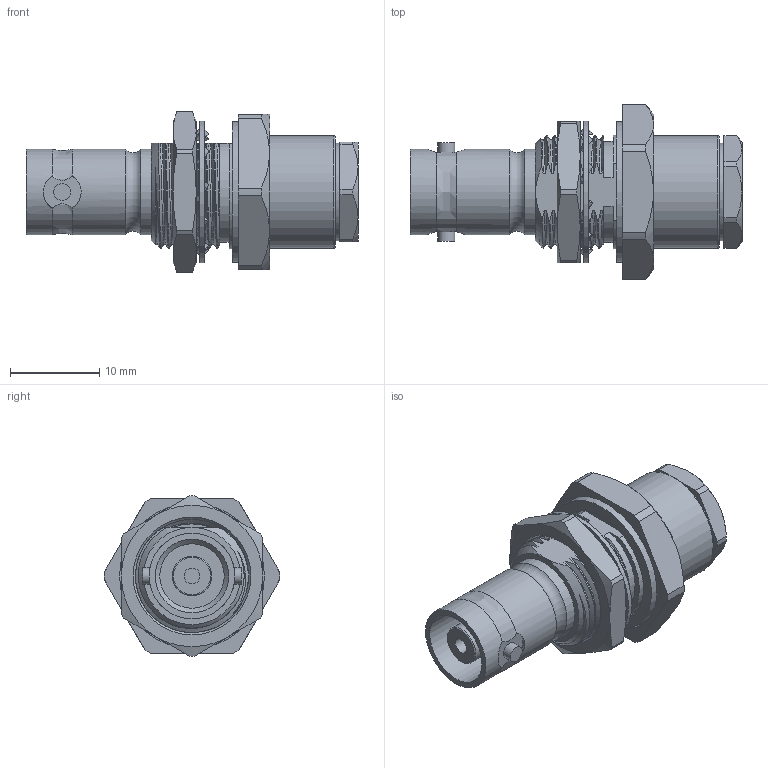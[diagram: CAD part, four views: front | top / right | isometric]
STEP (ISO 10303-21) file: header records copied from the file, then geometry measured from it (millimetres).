
FILE_DESCRIPTION (( 'STEP AP203' ), '1' );
FILE_NAME ('PE44111_3D.step', '2022-04-19T15:00:00', ( '' ), ( '' ), 'SwSTEP 2.0', 'SolidWorks 2021', '' );
FILE_SCHEMA (( 'CONFIG_CONTROL_DESIGN' ));
Length unit declared in the file: inch
Products named in the file (1): PE44111_3D
Bounding box: 37.27 x 19.68 x 18.03 mm (x, y, z)
Volume: 3594.2 mm3; surface area: 3890.9 mm2
Topology: 4 solids, 4 shells, 228 faces, 659 edges, 452 vertices
Faces by surface type: bspline 77, cylinder 62, plane 56, cone 30, torus 3
Full cylindrical faces by diameter (mm): 1.778 x1, 1.905 x2, 3.048 x1, 4.445 x1, 8.255 x1, 9.601 x3, 10.998 x4, 12.599 x1, 12.7 x1, 13.273 x1, 15.813 x1, 15.875 x1, 16.256 x1
Entity records: 21928 total; most frequent: CARTESIAN_POINT 16784, ORIENTED_EDGE 1232, DIRECTION 781, EDGE_CURVE 616, VERTEX_POINT 437, AXIS2_PLACEMENT_3D 304, EDGE_LOOP 269, FACE_OUTER_BOUND 245
